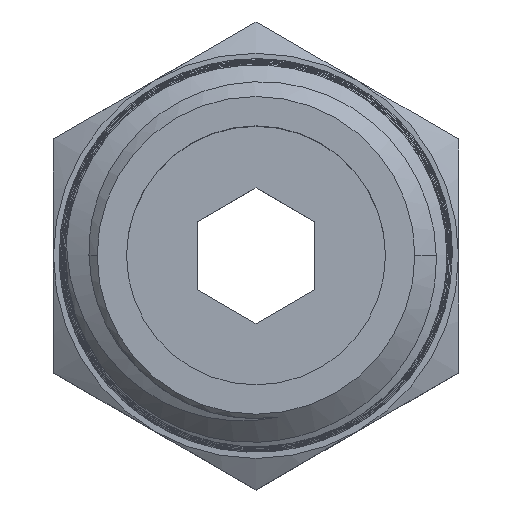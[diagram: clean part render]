
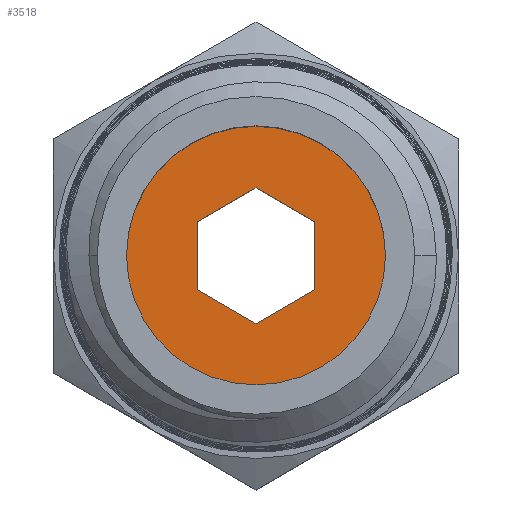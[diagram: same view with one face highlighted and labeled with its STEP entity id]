
A CAD part, top view. The second image highlights one B-rep face of the part: STEP entity #3518.
In plain terms, the highlighted planar face has unit normal (0, 0, 1).
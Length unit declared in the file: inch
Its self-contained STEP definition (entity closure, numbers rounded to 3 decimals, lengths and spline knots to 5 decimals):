
#498 = VECTOR ( 'NONE', #3335, 39.37008 ) ;
#502 = LINE ( 'NONE', #2306, #3924 ) ;
#507 = CIRCLE ( 'NONE', #2644, 0.17615 ) ;
#1096 = DIRECTION ( 'NONE',  ( -0.866, 0.5, 0. ) ) ;
#1097 = CARTESIAN_POINT ( 'NONE',  ( 0., 0.09238, -0.3218 ) ) ;
#1160 = CARTESIAN_POINT ( 'NONE',  ( 0., -0.09238, -0.3218 ) ) ;
#1166 = CARTESIAN_POINT ( 'NONE',  ( 0.08, 0.04619, -0.3218 ) ) ;
#1185 = VERTEX_POINT ( 'NONE', #1280 ) ;
#1205 = CARTESIAN_POINT ( 'NONE',  ( 0.08, -0.04619, -0.3218 ) ) ;
#1222 = CARTESIAN_POINT ( 'NONE',  ( 0., 0.09238, -0.3218 ) ) ;
#1229 = CARTESIAN_POINT ( 'NONE',  ( -0.08, -0.04619, -0.3218 ) ) ;
#1239 = VERTEX_POINT ( 'NONE', #1331 ) ;
#1253 = VERTEX_POINT ( 'NONE', #1360 ) ;
#1280 = CARTESIAN_POINT ( 'NONE',  ( -0.08, 0.04619, -0.3218 ) ) ;
#1301 = VERTEX_POINT ( 'NONE', #1160 ) ;
#1305 = VERTEX_POINT ( 'NONE', #1166 ) ;
#1317 = VERTEX_POINT ( 'NONE', #1205 ) ;
#1331 = CARTESIAN_POINT ( 'NONE',  ( -0.17615, 0., -0.3218 ) ) ;
#1337 = VERTEX_POINT ( 'NONE', #1222 ) ;
#1360 = CARTESIAN_POINT ( 'NONE',  ( 0.17615, 0., -0.3218 ) ) ;
#1377 = VERTEX_POINT ( 'NONE', #1229 ) ;
#1631 = VECTOR ( 'NONE', #3114, 39.37008 ) ;
#1634 = LINE ( 'NONE', #3060, #1631 ) ;
#1659 = LINE ( 'NONE', #3280, #1660 ) ;
#1660 = VECTOR ( 'NONE', #3291, 39.37008 ) ;
#1722 = FACE_OUTER_BOUND ( 'NONE', #3834, .T. ) ;
#1738 = FACE_BOUND ( 'NONE', #1887, .T. ) ;
#1875 = ORIENTED_EDGE ( 'NONE', *, *, #2460, .F. ) ;
#1876 = ORIENTED_EDGE ( 'NONE', *, *, #2575, .T. ) ;
#1884 = ORIENTED_EDGE ( 'NONE', *, *, #2524, .F. ) ;
#1885 = ORIENTED_EDGE ( 'NONE', *, *, #2631, .F. ) ;
#1887 = EDGE_LOOP ( 'NONE', ( #1903, #1902, #1904, #1885, #1884, #1875 ) ) ;
#1902 = ORIENTED_EDGE ( 'NONE', *, *, #2489, .F. ) ;
#1903 = ORIENTED_EDGE ( 'NONE', *, *, #2470, .F. ) ;
#1904 = ORIENTED_EDGE ( 'NONE', *, *, #2609, .F. ) ;
#1905 = ORIENTED_EDGE ( 'NONE', *, *, #2461, .T. ) ;
#2306 = CARTESIAN_POINT ( 'NONE',  ( -0.08, -0.04619, -0.3218 ) ) ;
#2381 = DIRECTION ( 'NONE',  ( 0., -1., 0. ) ) ;
#2447 = AXIS2_PLACEMENT_3D ( 'NONE', #2771, #2768, #2767 ) ;
#2460 = EDGE_CURVE ( 'NONE', #1337, #1185, #3580, .T. ) ;
#2461 = EDGE_CURVE ( 'NONE', #1239, #1253, #3576, .T. ) ;
#2470 = EDGE_CURVE ( 'NONE', #1305, #1337, #3822, .T. ) ;
#2489 = EDGE_CURVE ( 'NONE', #1317, #1305, #3923, .T. ) ;
#2524 = EDGE_CURVE ( 'NONE', #1185, #1377, #502, .T. ) ;
#2575 = EDGE_CURVE ( 'NONE', #1253, #1239, #507, .T. ) ;
#2581 = AXIS2_PLACEMENT_3D ( 'NONE', #4153, #4145, #4149 ) ;
#2609 = EDGE_CURVE ( 'NONE', #1301, #1317, #1634, .T. ) ;
#2631 = EDGE_CURVE ( 'NONE', #1377, #1301, #1659, .T. ) ;
#2644 = AXIS2_PLACEMENT_3D ( 'NONE', #3092, #3099, #3093 ) ;
#2740 = CARTESIAN_POINT ( 'NONE',  ( -0.08, 0.04619, -0.3218 ) ) ;
#2766 = DIRECTION ( 'NONE',  ( -0.866, -0.5, 0. ) ) ;
#2767 = DIRECTION ( 'NONE',  ( -1., 0., 0. ) ) ;
#2768 = DIRECTION ( 'NONE',  ( 0., 0., 1. ) ) ;
#2771 = CARTESIAN_POINT ( 'NONE',  ( 0., 0., -0.3218 ) ) ;
#3060 = CARTESIAN_POINT ( 'NONE',  ( 0.08, -0.04619, -0.3218 ) ) ;
#3092 = CARTESIAN_POINT ( 'NONE',  ( 0., 0., -0.3218 ) ) ;
#3093 = DIRECTION ( 'NONE',  ( -1., 0., 0. ) ) ;
#3099 = DIRECTION ( 'NONE',  ( 0., 0., 1. ) ) ;
#3114 = DIRECTION ( 'NONE',  ( 0.866, 0.5, 0. ) ) ;
#3280 = CARTESIAN_POINT ( 'NONE',  ( 0., -0.09238, -0.3218 ) ) ;
#3291 = DIRECTION ( 'NONE',  ( 0.866, -0.5, 0. ) ) ;
#3335 = DIRECTION ( 'NONE',  ( 0., 1., 0. ) ) ;
#3344 = CARTESIAN_POINT ( 'NONE',  ( 0.08, 0.04619, -0.3218 ) ) ;
#3518 = ADVANCED_FACE ( 'NONE', ( #1722, #1738 ), #4142, .F. ) ;
#3571 = VECTOR ( 'NONE', #2766, 39.37008 ) ;
#3576 = CIRCLE ( 'NONE', #2447, 0.17615 ) ;
#3580 = LINE ( 'NONE', #2740, #3571 ) ;
#3821 = VECTOR ( 'NONE', #1096, 39.37008 ) ;
#3822 = LINE ( 'NONE', #1097, #3821 ) ;
#3834 = EDGE_LOOP ( 'NONE', ( #1876, #1905 ) ) ;
#3923 = LINE ( 'NONE', #3344, #498 ) ;
#3924 = VECTOR ( 'NONE', #2381, 39.37008 ) ;
#4142 = PLANE ( 'NONE',  #2581 ) ;
#4145 = DIRECTION ( 'NONE',  ( 0., 0., -1. ) ) ;
#4149 = DIRECTION ( 'NONE',  ( -1., 0., 0. ) ) ;
#4153 = CARTESIAN_POINT ( 'NONE',  ( 0.27559, 0.47734, -0.3218 ) ) ;
